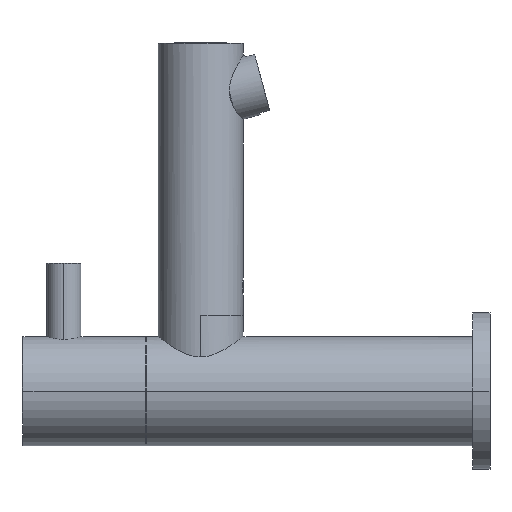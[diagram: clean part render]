
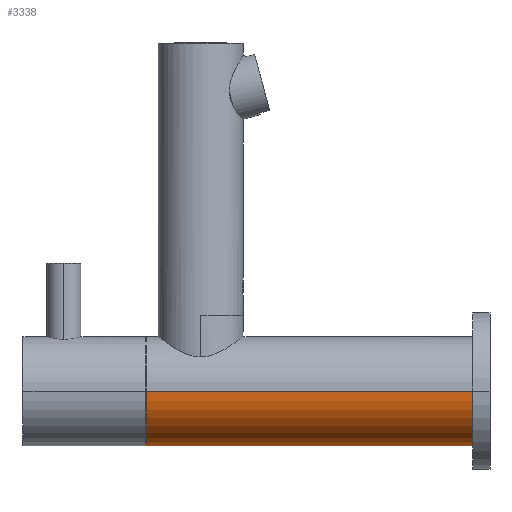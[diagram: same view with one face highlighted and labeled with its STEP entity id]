
A CAD part, left-side view. The second image highlights one B-rep face of the part: STEP entity #3338.
In plain terms, the highlighted cylindrical face has radius 16 mm (diameter 32 mm), a partial arc.
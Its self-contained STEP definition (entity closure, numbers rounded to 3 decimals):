
#25=CARTESIAN_POINT('',(0.,0.,0.));
#26=DIRECTION('',(0.,1.,0.));
#27=DIRECTION('',(1.,0.,0.));
#28=AXIS2_PLACEMENT_3D('',#25,#26,#27);
#742=DIRECTION('',(0.,1.,0.));
#743=VECTOR('',#742,96.);
#744=CARTESIAN_POINT('',(-16.,0.,0.));
#745=LINE('',#744,#743);
#746=DIRECTION('',(0.,1.,0.));
#747=VECTOR('',#746,96.);
#748=CARTESIAN_POINT('',(16.,0.,0.));
#749=LINE('',#748,#747);
#903=CARTESIAN_POINT('',(0.,96.,0.));
#904=DIRECTION('',(0.,1.,0.));
#905=DIRECTION('',(1.,0.,0.));
#906=AXIS2_PLACEMENT_3D('',#903,#904,#905);
#2783=CARTESIAN_POINT('',(16.,96.,0.));
#2784=CARTESIAN_POINT('',(-16.,96.,0.));
#2785=VERTEX_POINT('',#2783);
#2786=VERTEX_POINT('',#2784);
#3315=CARTESIAN_POINT('',(16.,0.,0.));
#3316=CARTESIAN_POINT('',(-16.,0.,0.));
#3317=VERTEX_POINT('',#3315);
#3318=VERTEX_POINT('',#3316);
#3323=CARTESIAN_POINT('',(0.,-4.8,0.));
#3324=DIRECTION('',(0.,1.,0.));
#3325=DIRECTION('',(1.,0.,0.));
#3326=AXIS2_PLACEMENT_3D('',#3323,#3324,#3325);
#3327=CYLINDRICAL_SURFACE('',#3326,16.);
#3329=ORIENTED_EDGE('',*,*,#3328,.F.);
#3331=ORIENTED_EDGE('',*,*,#3330,.T.);
#3333=ORIENTED_EDGE('',*,*,#3332,.T.);
#3335=ORIENTED_EDGE('',*,*,#3334,.F.);
#3336=EDGE_LOOP('',(#3329,#3331,#3333,#3335));
#3337=FACE_OUTER_BOUND('',#3336,.F.);
#3338=ADVANCED_FACE('',(#3337),#3327,.T.);
#29=CIRCLE('',#28,16.);
#907=CIRCLE('',#906,16.);
#3328=EDGE_CURVE('',#3317,#3318,#29,.T.);
#3330=EDGE_CURVE('',#3317,#2785,#749,.T.);
#3332=EDGE_CURVE('',#2785,#2786,#907,.T.);
#3334=EDGE_CURVE('',#3318,#2786,#745,.T.);
